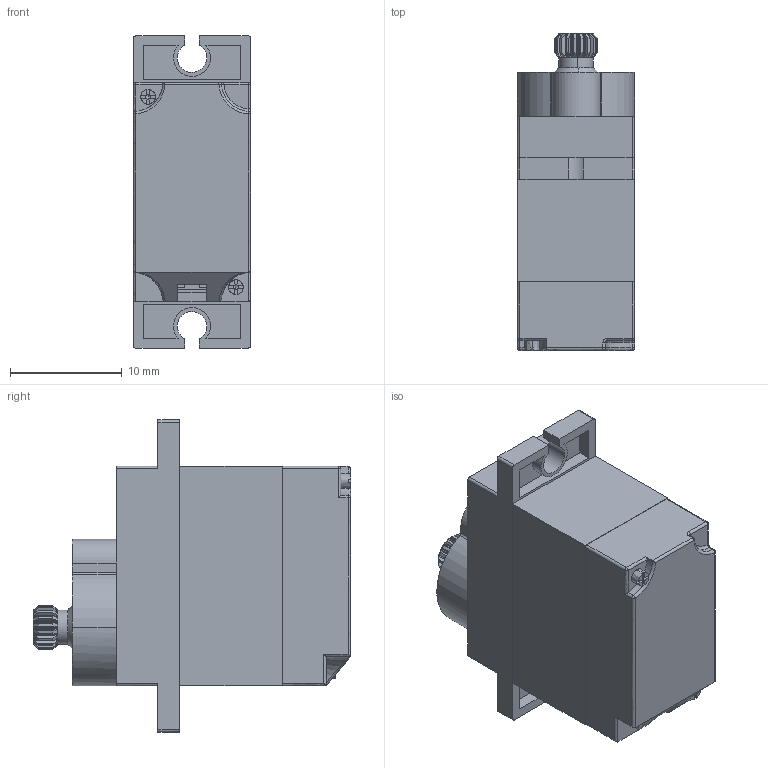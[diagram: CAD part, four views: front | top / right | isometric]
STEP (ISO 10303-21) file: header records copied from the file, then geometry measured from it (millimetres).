
FILE_DESCRIPTION(('FreeCAD Model'),'2;1');
FILE_NAME('Open CASCADE Shape Model','2025-05-02T07:05:38',('FreeCAD'),( 'FreeCAD'),'Open CASCADE STEP processor 7.6','FreeCAD','Unknown');
FILE_SCHEMA(('AUTOMOTIVE_DESIGN { 1 0 10303 214 1 1 1 1 }'));
Products named in the file (1): Open CASCADE STEP translator 7.6 1
Bounding box: 10.49 x 28.42 x 27.98 mm (x, y, z)
Volume: 2985.7 mm3; surface area: 6838.6 mm2
Topology: 19 solids, 19 shells, 1499 faces, 4201 edges, 2749 vertices
Faces by surface type: bspline 1499
Entity records: 46103 total; most frequent: CARTESIAN_POINT 23569, ORIENTED_EDGE 8368, EDGE_CURVE 4184, VERTEX_POINT 2749, B_SPLINE_CURVE_WITH_KNOTS 2116, FACE_BOUND 1569, EDGE_LOOP 1569, ADVANCED_FACE 1499
